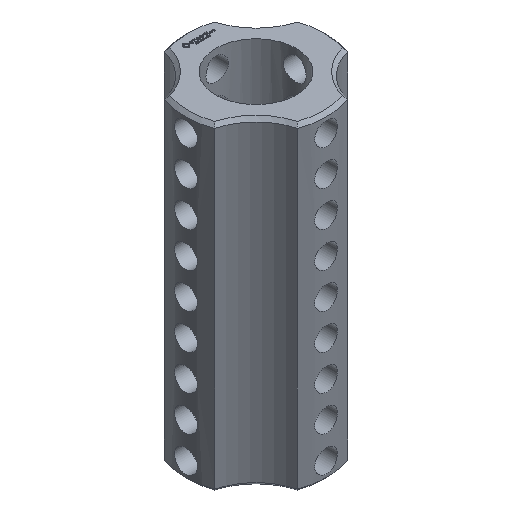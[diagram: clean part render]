
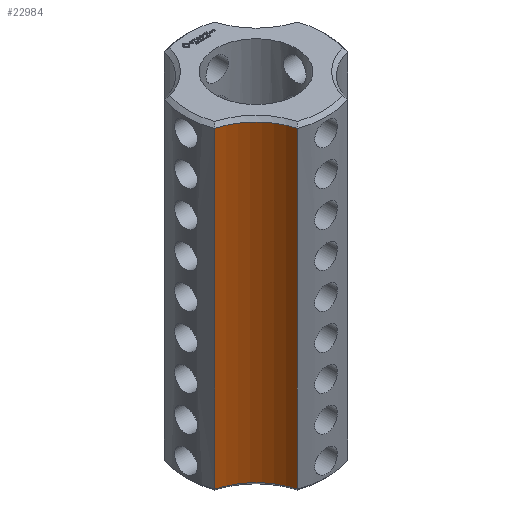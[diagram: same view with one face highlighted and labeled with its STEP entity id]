
A CAD part, isometric view. The second image highlights one B-rep face of the part: STEP entity #22984.
In plain terms, the highlighted cylindrical face has radius 5 mm (diameter 10 mm), a partial arc.
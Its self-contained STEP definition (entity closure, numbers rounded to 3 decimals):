
#2088 = CYLINDRICAL_SURFACE('',#2089,6.25);
#2089 = AXIS2_PLACEMENT_3D('',#2090,#2091,#2092);
#2090 = CARTESIAN_POINT('',(0.,0.,0.));
#2091 = DIRECTION('',(-0.,-0.,-1.));
#2092 = DIRECTION('',(1.,0.,0.));
#4944 = EDGE_CURVE('',#4945,#4947,#4949,.T.);
#4945 = VERTEX_POINT('',#4946);
#4946 = CARTESIAN_POINT('',(-2.225,-5.841,0.3));
#4947 = VERTEX_POINT('',#4948);
#4948 = CARTESIAN_POINT('',(-2.225,-5.841,27.825));
#4949 = SURFACE_CURVE('',#4950,(#4954,#4961),.PCURVE_S1.);
#4950 = LINE('',#4951,#4952);
#4951 = CARTESIAN_POINT('',(-2.225,-5.841,0.));
#4952 = VECTOR('',#4953,1.);
#4953 = DIRECTION('',(0.,0.,1.));
#4954 = PCURVE('',#2088,#4955);
#4955 = DEFINITIONAL_REPRESENTATION('',(#4956),#4960);
#4956 = LINE('',#4957,#4958);
#4957 = CARTESIAN_POINT('',(-4.348,0.));
#4958 = VECTOR('',#4959,1.);
#4959 = DIRECTION('',(-0.,-1.));
#4960 = ( GEOMETRIC_REPRESENTATION_CONTEXT(2) 
PARAMETRIC_REPRESENTATION_CONTEXT() REPRESENTATION_CONTEXT('2D SPACE',''
  ) );
#4961 = PCURVE('',#4962,#4967);
#4962 = CYLINDRICAL_SURFACE('',#4963,5.);
#4963 = AXIS2_PLACEMENT_3D('',#4964,#4965,#4966);
#4964 = CARTESIAN_POINT('',(-7.071,-7.071,0.));
#4965 = DIRECTION('',(-0.,-0.,-1.));
#4966 = DIRECTION('',(1.,0.,0.));
#4967 = DEFINITIONAL_REPRESENTATION('',(#4968),#4972);
#4968 = LINE('',#4969,#4970);
#4969 = CARTESIAN_POINT('',(-0.249,0.));
#4970 = VECTOR('',#4971,1.);
#4971 = DIRECTION('',(-0.,-1.));
#4972 = ( GEOMETRIC_REPRESENTATION_CONTEXT(2) 
PARAMETRIC_REPRESENTATION_CONTEXT() REPRESENTATION_CONTEXT('2D SPACE',''
  ) );
#6581 = CONICAL_SURFACE('',#6582,5.,0.785);
#6582 = AXIS2_PLACEMENT_3D('',#6583,#6584,#6585);
#6583 = CARTESIAN_POINT('',(-7.071,-7.071,0.3));
#6584 = DIRECTION('',(-0.,-0.,-1.));
#6585 = DIRECTION('',(0.969,0.246,0.));
#6783 = CONICAL_SURFACE('',#6784,5.,0.785);
#6784 = AXIS2_PLACEMENT_3D('',#6785,#6786,#6787);
#6785 = CARTESIAN_POINT('',(-7.071,-7.071,27.825));
#6786 = DIRECTION('',(0.,0.,1.));
#6787 = DIRECTION('',(0.969,0.246,0.));
#22984 = ADVANCED_FACE('',(#22985),#4962,.F.);
#22985 = FACE_BOUND('',#22986,.T.);
#22986 = EDGE_LOOP('',(#22987,#22988,#23012,#23040));
#22987 = ORIENTED_EDGE('',*,*,#4944,.T.);
#22988 = ORIENTED_EDGE('',*,*,#22989,.T.);
#22989 = EDGE_CURVE('',#4947,#22990,#22992,.T.);
#22990 = VERTEX_POINT('',#22991);
#22991 = CARTESIAN_POINT('',(-5.841,-2.225,27.825));
#22992 = SURFACE_CURVE('',#22993,(#22998,#23005),.PCURVE_S1.);
#22993 = CIRCLE('',#22994,5.);
#22994 = AXIS2_PLACEMENT_3D('',#22995,#22996,#22997);
#22995 = CARTESIAN_POINT('',(-7.071,-7.071,27.825));
#22996 = DIRECTION('',(0.,-0.,1.));
#22997 = DIRECTION('',(0.969,0.246,0.));
#22998 = PCURVE('',#4962,#22999);
#22999 = DEFINITIONAL_REPRESENTATION('',(#23000),#23004);
#23000 = LINE('',#23001,#23002);
#23001 = CARTESIAN_POINT('',(-0.249,-27.825));
#23002 = VECTOR('',#23003,1.);
#23003 = DIRECTION('',(-1.,0.));
#23004 = ( GEOMETRIC_REPRESENTATION_CONTEXT(2) 
PARAMETRIC_REPRESENTATION_CONTEXT() REPRESENTATION_CONTEXT('2D SPACE',''
  ) );
#23005 = PCURVE('',#6783,#23006);
#23006 = DEFINITIONAL_REPRESENTATION('',(#23007),#23011);
#23007 = LINE('',#23008,#23009);
#23008 = CARTESIAN_POINT('',(0.,0.));
#23009 = VECTOR('',#23010,1.);
#23010 = DIRECTION('',(1.,0.));
#23011 = ( GEOMETRIC_REPRESENTATION_CONTEXT(2) 
PARAMETRIC_REPRESENTATION_CONTEXT() REPRESENTATION_CONTEXT('2D SPACE',''
  ) );
#23012 = ORIENTED_EDGE('',*,*,#23013,.F.);
#23013 = EDGE_CURVE('',#23014,#22990,#23016,.T.);
#23014 = VERTEX_POINT('',#23015);
#23015 = CARTESIAN_POINT('',(-5.841,-2.225,0.3));
#23016 = SURFACE_CURVE('',#23017,(#23021,#23028),.PCURVE_S1.);
#23017 = LINE('',#23018,#23019);
#23018 = CARTESIAN_POINT('',(-5.841,-2.225,0.));
#23019 = VECTOR('',#23020,1.);
#23020 = DIRECTION('',(0.,0.,1.));
#23021 = PCURVE('',#4962,#23022);
#23022 = DEFINITIONAL_REPRESENTATION('',(#23023),#23027);
#23023 = LINE('',#23024,#23025);
#23024 = CARTESIAN_POINT('',(-1.322,0.));
#23025 = VECTOR('',#23026,1.);
#23026 = DIRECTION('',(-0.,-1.));
#23027 = ( GEOMETRIC_REPRESENTATION_CONTEXT(2) 
PARAMETRIC_REPRESENTATION_CONTEXT() REPRESENTATION_CONTEXT('2D SPACE',''
  ) );
#23028 = PCURVE('',#23029,#23034);
#23029 = CYLINDRICAL_SURFACE('',#23030,6.25);
#23030 = AXIS2_PLACEMENT_3D('',#23031,#23032,#23033);
#23031 = CARTESIAN_POINT('',(0.,0.,0.));
#23032 = DIRECTION('',(-0.,-0.,-1.));
#23033 = DIRECTION('',(1.,0.,0.));
#23034 = DEFINITIONAL_REPRESENTATION('',(#23035),#23039);
#23035 = LINE('',#23036,#23037);
#23036 = CARTESIAN_POINT('',(-3.506,0.));
#23037 = VECTOR('',#23038,1.);
#23038 = DIRECTION('',(-0.,-1.));
#23039 = ( GEOMETRIC_REPRESENTATION_CONTEXT(2) 
PARAMETRIC_REPRESENTATION_CONTEXT() REPRESENTATION_CONTEXT('2D SPACE',''
  ) );
#23040 = ORIENTED_EDGE('',*,*,#23041,.F.);
#23041 = EDGE_CURVE('',#4945,#23014,#23042,.T.);
#23042 = SURFACE_CURVE('',#23043,(#23048,#23055),.PCURVE_S1.);
#23043 = CIRCLE('',#23044,5.);
#23044 = AXIS2_PLACEMENT_3D('',#23045,#23046,#23047);
#23045 = CARTESIAN_POINT('',(-7.071,-7.071,0.3));
#23046 = DIRECTION('',(0.,-0.,1.));
#23047 = DIRECTION('',(0.969,0.246,0.));
#23048 = PCURVE('',#4962,#23049);
#23049 = DEFINITIONAL_REPRESENTATION('',(#23050),#23054);
#23050 = LINE('',#23051,#23052);
#23051 = CARTESIAN_POINT('',(-0.249,-0.3));
#23052 = VECTOR('',#23053,1.);
#23053 = DIRECTION('',(-1.,0.));
#23054 = ( GEOMETRIC_REPRESENTATION_CONTEXT(2) 
PARAMETRIC_REPRESENTATION_CONTEXT() REPRESENTATION_CONTEXT('2D SPACE',''
  ) );
#23055 = PCURVE('',#6581,#23056);
#23056 = DEFINITIONAL_REPRESENTATION('',(#23057),#23061);
#23057 = LINE('',#23058,#23059);
#23058 = CARTESIAN_POINT('',(-0.,0.));
#23059 = VECTOR('',#23060,1.);
#23060 = DIRECTION('',(-1.,0.));
#23061 = ( GEOMETRIC_REPRESENTATION_CONTEXT(2) 
PARAMETRIC_REPRESENTATION_CONTEXT() REPRESENTATION_CONTEXT('2D SPACE',''
  ) );
